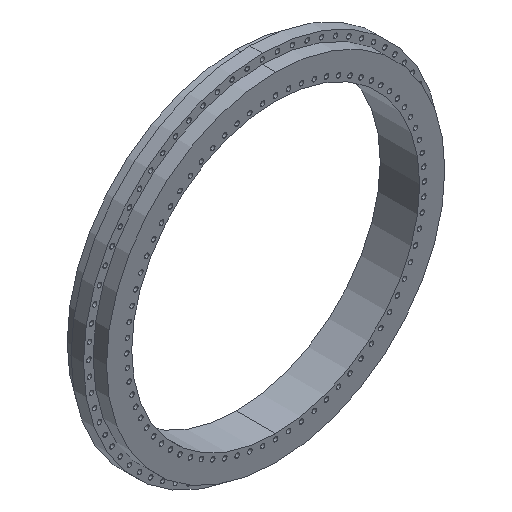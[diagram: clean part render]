
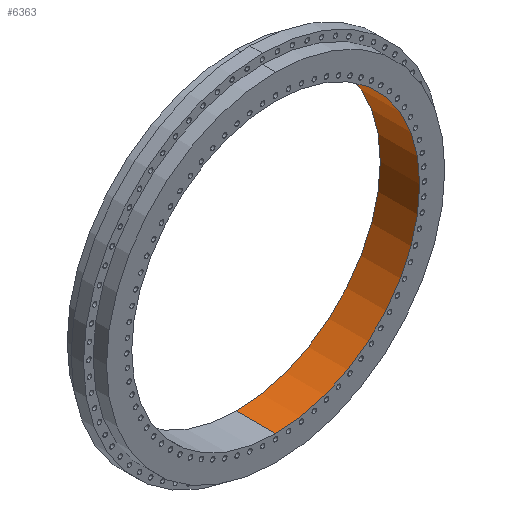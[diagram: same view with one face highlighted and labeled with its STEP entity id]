
A CAD part, isometric view. The second image highlights one B-rep face of the part: STEP entity #6363.
In plain terms, the highlighted cylindrical face has radius 600 mm (diameter 1200 mm), a partial arc.
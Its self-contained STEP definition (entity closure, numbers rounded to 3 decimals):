
#575 = ORIENTED_EDGE ( 'NONE', *, *, #6951, .F. ) ;
#6363 = ADVANCED_FACE ( 'NONE', ( #8317 ), #8257, .F. ) ;
#6369 = EDGE_CURVE ( 'NONE', #6977, #7348, #8299, .T. ) ;
#6371 = EDGE_LOOP ( 'NONE', ( #575, #6415, #6406, #6416 ) ) ;
#6406 = ORIENTED_EDGE ( 'NONE', *, *, #7011, .T. ) ;
#6415 = ORIENTED_EDGE ( 'NONE', *, *, #6369, .F. ) ;
#6416 = ORIENTED_EDGE ( 'NONE', *, *, #7574, .T. ) ;
#6951 = EDGE_CURVE ( 'NONE', #7348, #7359, #8382, .T. ) ;
#6977 = VERTEX_POINT ( 'NONE', #8465 ) ;
#7006 = VERTEX_POINT ( 'NONE', #8526 ) ;
#7011 = EDGE_CURVE ( 'NONE', #6977, #7006, #8600, .T. ) ;
#7348 = VERTEX_POINT ( 'NONE', #9096 ) ;
#7359 = VERTEX_POINT ( 'NONE', #9164 ) ;
#7574 = EDGE_CURVE ( 'NONE', #7006, #7359, #9418, .T. ) ;
#8257 = CYLINDRICAL_SURFACE ( 'NONE', #8305, 600. ) ;
#8288 = DIRECTION ( 'NONE',  ( 0., 0., -1. ) ) ;
#8289 = DIRECTION ( 'NONE',  ( 0., -1., 0. ) ) ;
#8290 = AXIS2_PLACEMENT_3D ( 'NONE', #8295, #8289, #8288 ) ;
#8295 = CARTESIAN_POINT ( 'NONE',  ( 0., 164., 0. ) ) ;
#8298 = DIRECTION ( 'NONE',  ( 0., 0., -1. ) ) ;
#8299 = CIRCLE ( 'NONE', #8290, 600. ) ;
#8305 = AXIS2_PLACEMENT_3D ( 'NONE', #8311, #8307, #8298 ) ;
#8307 = DIRECTION ( 'NONE',  ( 0., -1., 0. ) ) ;
#8311 = CARTESIAN_POINT ( 'NONE',  ( 0., 0., 0. ) ) ;
#8317 = FACE_OUTER_BOUND ( 'NONE', #6371, .T. ) ;
#8382 = LINE ( 'NONE', #8386, #8385 ) ;
#8385 = VECTOR ( 'NONE', #8435, 1000. ) ;
#8386 = CARTESIAN_POINT ( 'NONE',  ( 0., 0., 600. ) ) ;
#8435 = DIRECTION ( 'NONE',  ( 0., -1., 0. ) ) ;
#8465 = CARTESIAN_POINT ( 'NONE',  ( 0., 164., -600. ) ) ;
#8526 = CARTESIAN_POINT ( 'NONE',  ( 0., 0., -600. ) ) ;
#8585 = DIRECTION ( 'NONE',  ( 0., -1., 0. ) ) ;
#8586 = VECTOR ( 'NONE', #8585, 1000. ) ;
#8587 = CARTESIAN_POINT ( 'NONE',  ( 0., 0., -600. ) ) ;
#8600 = LINE ( 'NONE', #8587, #8586 ) ;
#9096 = CARTESIAN_POINT ( 'NONE',  ( 0., 164., 600. ) ) ;
#9164 = CARTESIAN_POINT ( 'NONE',  ( 0., 0., 600. ) ) ;
#9414 = DIRECTION ( 'NONE',  ( 0., 0., -1. ) ) ;
#9415 = DIRECTION ( 'NONE',  ( 0., -1., 0. ) ) ;
#9416 = CARTESIAN_POINT ( 'NONE',  ( 0., 0., 0. ) ) ;
#9417 = AXIS2_PLACEMENT_3D ( 'NONE', #9416, #9415, #9414 ) ;
#9418 = CIRCLE ( 'NONE', #9417, 600. ) ;
